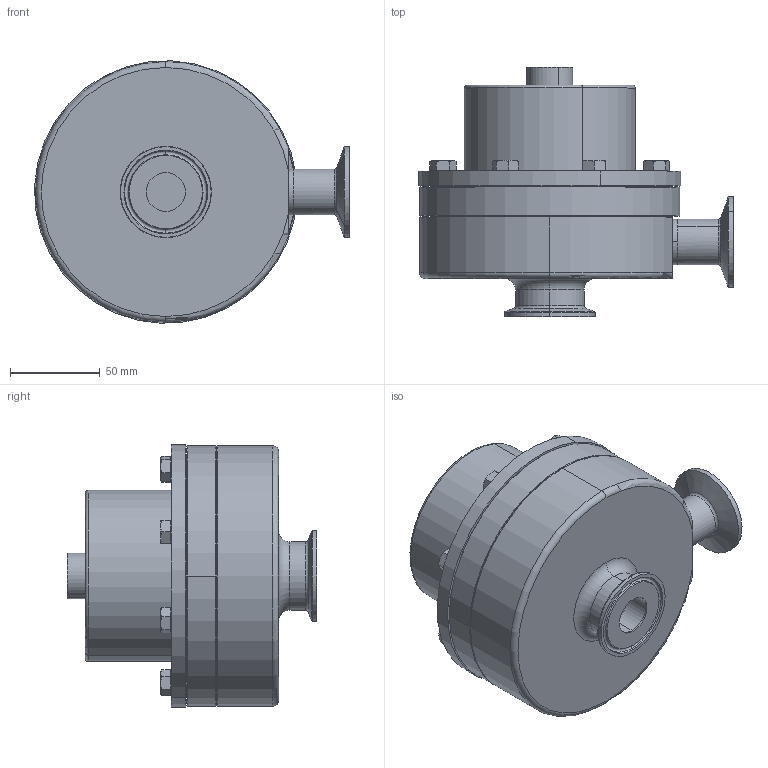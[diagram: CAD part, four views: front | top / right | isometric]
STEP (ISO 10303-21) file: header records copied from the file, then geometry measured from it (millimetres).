
FILE_DESCRIPTION (( 'STEP AP203' ), '1' );
FILE_NAME ('95A-100-6L.STEP', '2023-03-21T16:21:54', ( '' ), ( '' ), 'SwSTEP 2.0', 'SolidWorks 2022', '' );
FILE_SCHEMA (( 'CONFIG_CONTROL_DESIGN' ));
Length unit declared in the file: inch
Products named in the file (1): 95A-100-6L
Bounding box: 175.06 x 138.94 x 145.91 mm (x, y, z)
Volume: 1360436.1 mm3; surface area: 113491.7 mm2
Topology: 1 solids, 1 shells, 294 faces, 656 edges, 386 vertices
Faces by surface type: plane 121, cylinder 81, cone 69, torus 23
Entity records: 8609 total; most frequent: CARTESIAN_POINT 1927, DIRECTION 1454, ORIENTED_EDGE 1312, EDGE_CURVE 656, AXIS2_PLACEMENT_3D 603, VERTEX_POINT 386, EDGE_LOOP 348, CIRCLE 308
